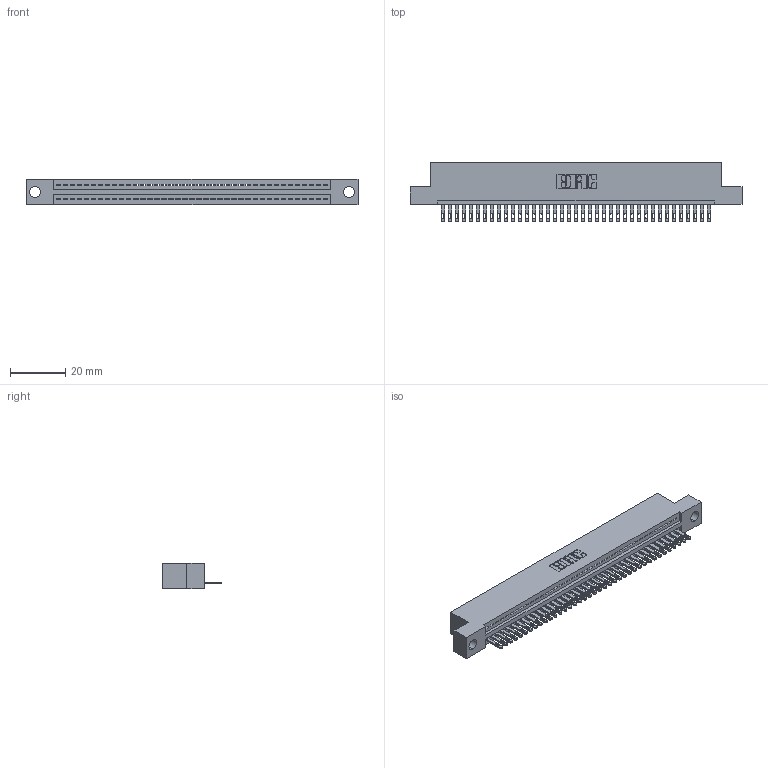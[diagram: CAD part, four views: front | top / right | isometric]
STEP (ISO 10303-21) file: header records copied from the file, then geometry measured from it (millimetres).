
FILE_DESCRIPTION (( 'STEP AP203' ), '1' );
FILE_NAME ('895-039-500-104.STEP', '2020-09-26T02:05:54', ( '' ), ( '' ), 'SwSTEP 2.0', 'SolidWorks 2020', '' );
FILE_SCHEMA (( 'CONFIG_CONTROL_DESIGN' ));
Length unit declared in the file: inch
Products named in the file (3): 345-292-001_345-293-100; 845 Part_Flush Mounting Lugs - 0.156 Dia-TH; 895-039-500-104
Assembly tree (40 placements, depth 2):
  895-039-500-104
    845 Part_Flush Mounting Lugs - 0.156 Dia-TH
    345-292-001_345-293-100  x39
Bounding box: 120.27 x 21.51 x 9.4 mm (x, y, z)
Volume: 11335 mm3; surface area: 14918.7 mm2
Topology: 40 solids, 40 shells, 2232 faces, 6893 edges, 4594 vertices
Faces by surface type: plane 1406, cylinder 826
Entity records: 29689 total; most frequent: CARTESIAN_POINT 5149, ORIENTED_EDGE 5122, DIRECTION 4503, EDGE_CURVE 2561, VECTOR 2269, LINE 2269, VERTEX_POINT 1706, AXIS2_PLACEMENT_3D 1117
